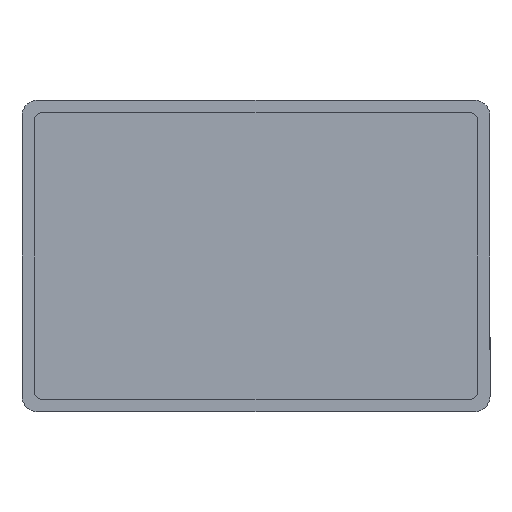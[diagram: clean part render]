
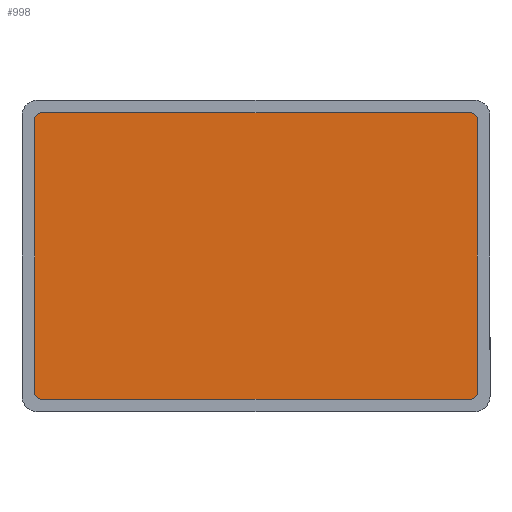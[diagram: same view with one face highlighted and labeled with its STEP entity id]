
A CAD part, front view. The second image highlights one B-rep face of the part: STEP entity #998.
In plain terms, the highlighted planar face has unit normal (0, -1, 0).
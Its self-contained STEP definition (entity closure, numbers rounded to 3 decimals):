
#13 = CIRCLE ( 'NONE', #7330, 9. ) ;
#294 = AXIS2_PLACEMENT_3D ( 'NONE', #11730, #6756, #808 ) ;
#342 = VECTOR ( 'NONE', #2775, 1000. ) ;
#512 = DIRECTION ( 'NONE',  ( -1., 0., 0. ) ) ;
#549 = ORIENTED_EDGE ( 'NONE', *, *, #1571, .F. ) ;
#808 = DIRECTION ( 'NONE',  ( 0., 0., 1. ) ) ;
#854 = CARTESIAN_POINT ( 'NONE',  ( 274., 0., 174. ) ) ;
#998 = ADVANCED_FACE ( 'NONE', ( #4120 ), #4970, .F. ) ;
#1097 = DIRECTION ( 'NONE',  ( 0., 1., 0. ) ) ;
#1163 = ORIENTED_EDGE ( 'NONE', *, *, #1738, .F. ) ;
#1246 = AXIS2_PLACEMENT_3D ( 'NONE', #9223, #12159, #5095 ) ;
#1350 = CARTESIAN_POINT ( 'NONE',  ( 274., 0., -174. ) ) ;
#1492 = LINE ( 'NONE', #9467, #5525 ) ;
#1568 = VERTEX_POINT ( 'NONE', #1654 ) ;
#1571 = EDGE_CURVE ( 'NONE', #7875, #5383, #1590, .T. ) ;
#1590 = LINE ( 'NONE', #7310, #9473 ) ;
#1654 = CARTESIAN_POINT ( 'NONE',  ( -283., 0., 174. ) ) ;
#1738 = EDGE_CURVE ( 'NONE', #1568, #7875, #11986, .T. ) ;
#1855 = CARTESIAN_POINT ( 'NONE',  ( -274., 0., 183. ) ) ;
#1956 = DIRECTION ( 'NONE',  ( 0., 1., 0. ) ) ;
#2006 = AXIS2_PLACEMENT_3D ( 'NONE', #11168, #1097, #2068 ) ;
#2068 = DIRECTION ( 'NONE',  ( 0., 0., 1. ) ) ;
#2156 = EDGE_CURVE ( 'NONE', #5383, #10992, #2684, .T. ) ;
#2684 = CIRCLE ( 'NONE', #12295, 9. ) ;
#2775 = DIRECTION ( 'NONE',  ( 0., 0., -1. ) ) ;
#3092 = DIRECTION ( 'NONE',  ( 0., 0., 1. ) ) ;
#3237 = ORIENTED_EDGE ( 'NONE', *, *, #5253, .F. ) ;
#3298 = EDGE_CURVE ( 'NONE', #12549, #10557, #13, .T. ) ;
#3602 = CARTESIAN_POINT ( 'NONE',  ( -283., 0., -174. ) ) ;
#3649 = ORIENTED_EDGE ( 'NONE', *, *, #6121, .F. ) ;
#3764 = EDGE_LOOP ( 'NONE', ( #3649, #4062, #7906, #8824, #9119, #549, #1163, #3237 ) ) ;
#3812 = CARTESIAN_POINT ( 'NONE',  ( -283., 0., 174. ) ) ;
#3942 = LINE ( 'NONE', #3812, #9533 ) ;
#4062 = ORIENTED_EDGE ( 'NONE', *, *, #12253, .F. ) ;
#4120 = FACE_OUTER_BOUND ( 'NONE', #3764, .T. ) ;
#4970 = PLANE ( 'NONE',  #1246 ) ;
#5095 = DIRECTION ( 'NONE',  ( 0., 0., 1. ) ) ;
#5236 = CARTESIAN_POINT ( 'NONE',  ( 274., 0., 183. ) ) ;
#5253 = EDGE_CURVE ( 'NONE', #9976, #1568, #3942, .T. ) ;
#5383 = VERTEX_POINT ( 'NONE', #5236 ) ;
#5525 = VECTOR ( 'NONE', #512, 1000. ) ;
#5801 = CARTESIAN_POINT ( 'NONE',  ( 283., 0., 174. ) ) ;
#6121 = EDGE_CURVE ( 'NONE', #6149, #9976, #12451, .T. ) ;
#6149 = VERTEX_POINT ( 'NONE', #12204 ) ;
#6183 = DIRECTION ( 'NONE',  ( 0., 1., 0. ) ) ;
#6247 = EDGE_CURVE ( 'NONE', #10992, #12549, #10751, .T. ) ;
#6756 = DIRECTION ( 'NONE',  ( 0., 1., 0. ) ) ;
#6854 = CARTESIAN_POINT ( 'NONE',  ( 283., 0., -174. ) ) ;
#7310 = CARTESIAN_POINT ( 'NONE',  ( -274., 0., 183. ) ) ;
#7330 = AXIS2_PLACEMENT_3D ( 'NONE', #1350, #6183, #8348 ) ;
#7655 = DIRECTION ( 'NONE',  ( 0., 0., 1. ) ) ;
#7875 = VERTEX_POINT ( 'NONE', #1855 ) ;
#7906 = ORIENTED_EDGE ( 'NONE', *, *, #3298, .F. ) ;
#8348 = DIRECTION ( 'NONE',  ( 0., 0., 1. ) ) ;
#8824 = ORIENTED_EDGE ( 'NONE', *, *, #6247, .F. ) ;
#8900 = CARTESIAN_POINT ( 'NONE',  ( 274., 0., -183. ) ) ;
#9119 = ORIENTED_EDGE ( 'NONE', *, *, #2156, .F. ) ;
#9223 = CARTESIAN_POINT ( 'NONE',  ( -274., 0., -174. ) ) ;
#9467 = CARTESIAN_POINT ( 'NONE',  ( -274., 0., -183. ) ) ;
#9473 = VECTOR ( 'NONE', #12280, 1000. ) ;
#9533 = VECTOR ( 'NONE', #3092, 1000. ) ;
#9976 = VERTEX_POINT ( 'NONE', #3602 ) ;
#10557 = VERTEX_POINT ( 'NONE', #8900 ) ;
#10751 = LINE ( 'NONE', #10882, #342 ) ;
#10882 = CARTESIAN_POINT ( 'NONE',  ( 283., 0., 174. ) ) ;
#10992 = VERTEX_POINT ( 'NONE', #5801 ) ;
#11168 = CARTESIAN_POINT ( 'NONE',  ( -274., 0., -174. ) ) ;
#11730 = CARTESIAN_POINT ( 'NONE',  ( -274., 0., 174. ) ) ;
#11986 = CIRCLE ( 'NONE', #294, 9. ) ;
#12159 = DIRECTION ( 'NONE',  ( 0., 1., 0. ) ) ;
#12204 = CARTESIAN_POINT ( 'NONE',  ( -274., 0., -183. ) ) ;
#12253 = EDGE_CURVE ( 'NONE', #10557, #6149, #1492, .T. ) ;
#12280 = DIRECTION ( 'NONE',  ( 1., 0., 0. ) ) ;
#12295 = AXIS2_PLACEMENT_3D ( 'NONE', #854, #1956, #7655 ) ;
#12451 = CIRCLE ( 'NONE', #2006, 9. ) ;
#12549 = VERTEX_POINT ( 'NONE', #6854 ) ;
